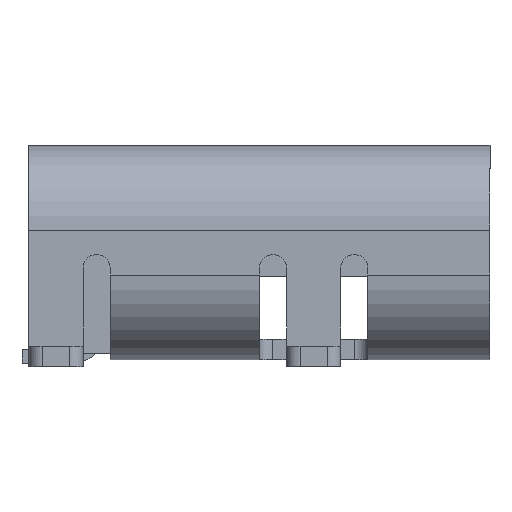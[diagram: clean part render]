
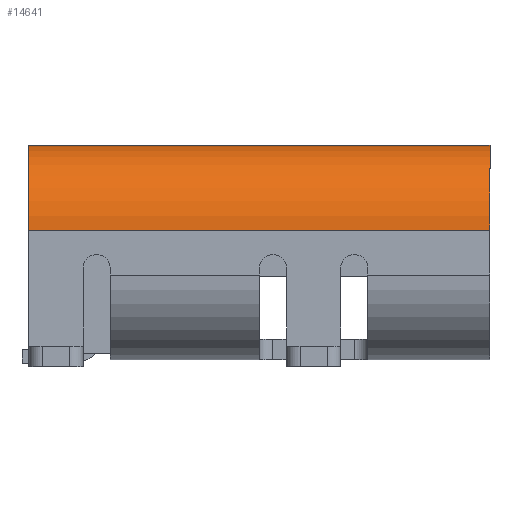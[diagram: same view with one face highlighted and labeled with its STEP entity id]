
A CAD part, left-side view. The second image highlights one B-rep face of the part: STEP entity #14641.
In plain terms, the highlighted cylindrical face has radius 1.25 mm (diameter 2.5 mm), a partial arc.
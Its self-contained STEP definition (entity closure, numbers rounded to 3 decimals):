
#267 = DIRECTION ( 'NONE',  ( -1., 0., 0. ) ) ;
#583 = DIRECTION ( 'NONE',  ( -1., 0., 0. ) ) ;
#875 = DIRECTION ( 'NONE',  ( 0., -1., 0. ) ) ;
#1421 = VECTOR ( 'NONE', #875, 1000. ) ;
#1863 = AXIS2_PLACEMENT_3D ( 'NONE', #21653, #14752, #583 ) ;
#1930 = DIRECTION ( 'NONE',  ( 0., 1., 0. ) ) ;
#3054 = CARTESIAN_POINT ( 'NONE',  ( -3.22, 3.4, 0.33 ) ) ;
#3660 = CARTESIAN_POINT ( 'NONE',  ( -4.47, 3.4, 0.33 ) ) ;
#4110 = ORIENTED_EDGE ( 'NONE', *, *, #5011, .F. ) ;
#4446 = FACE_OUTER_BOUND ( 'NONE', #9076, .T. ) ;
#5011 = EDGE_CURVE ( 'NONE', #20322, #6469, #5793, .T. ) ;
#5594 = EDGE_CURVE ( 'NONE', #18669, #6469, #11783, .T. ) ;
#5793 = LINE ( 'NONE', #9659, #1421 ) ;
#6469 = VERTEX_POINT ( 'NONE', #18863 ) ;
#7340 = ORIENTED_EDGE ( 'NONE', *, *, #8756, .T. ) ;
#7953 = AXIS2_PLACEMENT_3D ( 'NONE', #3054, #22111, #11672 ) ;
#8756 = EDGE_CURVE ( 'NONE', #8798, #18669, #17620, .T. ) ;
#8764 = EDGE_CURVE ( 'NONE', #8798, #20322, #16254, .T. ) ;
#8798 = VERTEX_POINT ( 'NONE', #3660 ) ;
#9076 = EDGE_LOOP ( 'NONE', ( #19017, #4110, #21767, #7340 ) ) ;
#9659 = CARTESIAN_POINT ( 'NONE',  ( -3.22, 3.4, 1.58 ) ) ;
#10079 = VECTOR ( 'NONE', #10560, 1000. ) ;
#10560 = DIRECTION ( 'NONE',  ( 0., -1., 0. ) ) ;
#11672 = DIRECTION ( 'NONE',  ( -1., 0., 0. ) ) ;
#11783 = CIRCLE ( 'NONE', #1863, 1.25 ) ;
#11787 = CYLINDRICAL_SURFACE ( 'NONE', #7953, 1.25 ) ;
#12275 = CARTESIAN_POINT ( 'NONE',  ( -4.47, 3.4, 0.33 ) ) ;
#12646 = CARTESIAN_POINT ( 'NONE',  ( -3.22, 3.4, 1.58 ) ) ;
#14641 = ADVANCED_FACE ( 'NONE', ( #4446 ), #11787, .T. ) ;
#14752 = DIRECTION ( 'NONE',  ( 0., 1., 0. ) ) ;
#16142 = CARTESIAN_POINT ( 'NONE',  ( -3.22, 3.4, 0.33 ) ) ;
#16254 = CIRCLE ( 'NONE', #22518, 1.25 ) ;
#17620 = LINE ( 'NONE', #12275, #10079 ) ;
#18669 = VERTEX_POINT ( 'NONE', #21000 ) ;
#18863 = CARTESIAN_POINT ( 'NONE',  ( -3.22, -3.4, 1.58 ) ) ;
#19017 = ORIENTED_EDGE ( 'NONE', *, *, #5594, .T. ) ;
#20322 = VERTEX_POINT ( 'NONE', #12646 ) ;
#21000 = CARTESIAN_POINT ( 'NONE',  ( -4.47, -3.4, 0.33 ) ) ;
#21653 = CARTESIAN_POINT ( 'NONE',  ( -3.22, -3.4, 0.33 ) ) ;
#21767 = ORIENTED_EDGE ( 'NONE', *, *, #8764, .F. ) ;
#22111 = DIRECTION ( 'NONE',  ( 0., -1., 0. ) ) ;
#22518 = AXIS2_PLACEMENT_3D ( 'NONE', #16142, #1930, #267 ) ;
